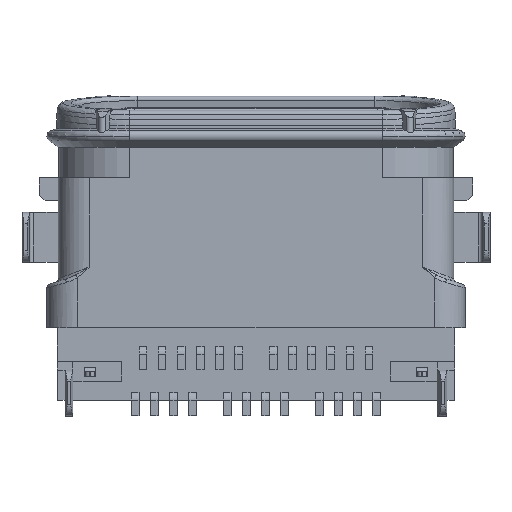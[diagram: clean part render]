
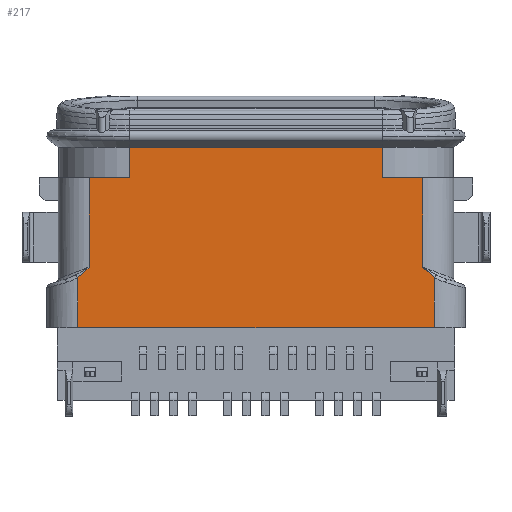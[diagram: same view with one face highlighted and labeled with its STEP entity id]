
A CAD part, front view. The second image highlights one B-rep face of the part: STEP entity #217.
In plain terms, the highlighted planar face has unit normal (0, -1, 0).
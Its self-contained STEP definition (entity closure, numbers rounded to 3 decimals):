
#217=ADVANCED_FACE('',(#1147),#1148,.T.);
#1147=FACE_OUTER_BOUND('',#2941,.T.);
#1148=PLANE('',#2942);
#2941=EDGE_LOOP('',(#9324,#9325,#9326,#9327,#9328,#9329,#9330,#9331,#9332,#9333,#9334,#9335));
#2942=AXIS2_PLACEMENT_3D('',#9336,#9337,#9338);
#9324=ORIENTED_EDGE('',*,*,#15749,.F.);
#9325=ORIENTED_EDGE('',*,*,#15750,.T.);
#9326=ORIENTED_EDGE('',*,*,#15751,.F.);
#9327=ORIENTED_EDGE('',*,*,#15752,.T.);
#9328=ORIENTED_EDGE('',*,*,#15753,.F.);
#9329=ORIENTED_EDGE('',*,*,#15754,.T.);
#9330=ORIENTED_EDGE('',*,*,#15710,.T.);
#9331=ORIENTED_EDGE('',*,*,#15748,.T.);
#9332=ORIENTED_EDGE('',*,*,#15755,.F.);
#9333=ORIENTED_EDGE('',*,*,#15756,.T.);
#9334=ORIENTED_EDGE('',*,*,#15757,.T.);
#9335=ORIENTED_EDGE('',*,*,#15690,.T.);
#9336=CARTESIAN_POINT('',(-5.445,-2.15,-1.84));
#9337=DIRECTION('',(0.0,-1.0,0.0));
#9338=DIRECTION('',(0.0,0.0,-1.0));
#15690=EDGE_CURVE('',#17984,#17982,#17985,.T.);
#15710=EDGE_CURVE('',#18023,#18021,#18024,.T.);
#15748=EDGE_CURVE('',#18021,#18090,#18092,.T.);
#15749=EDGE_CURVE('',#18093,#17982,#18094,.T.);
#15750=EDGE_CURVE('',#18093,#18095,#18096,.T.);
#15751=EDGE_CURVE('',#18097,#18095,#18098,.T.);
#15752=EDGE_CURVE('',#18097,#18099,#18100,.T.);
#15753=EDGE_CURVE('',#18101,#18099,#18102,.T.);
#15754=EDGE_CURVE('',#18101,#18023,#18103,.T.);
#15755=EDGE_CURVE('',#18104,#18090,#18105,.T.);
#15756=EDGE_CURVE('',#18104,#18106,#18107,.T.);
#15757=EDGE_CURVE('',#18106,#17984,#18108,.T.);
#17982=VERTEX_POINT('',#21414);
#17984=VERTEX_POINT('',#21416);
#17985=LINE('',#21417,#21418);
#18021=VERTEX_POINT('',#21470);
#18023=VERTEX_POINT('',#21472);
#18024=LINE('',#21473,#21474);
#18090=VERTEX_POINT('',#21670);
#18092=LINE('',#21688,#21689);
#18093=VERTEX_POINT('',#21690);
#18094=LINE('',#21691,#21692);
#18095=VERTEX_POINT('',#21693);
#18096=LINE('',#21694,#21695);
#18097=VERTEX_POINT('',#21696);
#18098=LINE('',#21697,#21698);
#18099=VERTEX_POINT('',#21699);
#18100=LINE('',#21700,#21701);
#18101=VERTEX_POINT('',#21702);
#18102=B_SPLINE_CURVE_WITH_KNOTS('',3,(#21703,#21704,#21705,#21706,#21707,#21708,#21709,#21710,#21711,#21712,#21713,#21714,#21715,#21716,#21717,#21718,#21719,#21720,#21721,#21722,#21723,#21724),.UNSPECIFIED.,.F.,.F.,(4,1,1,1,1,1,1,1,1,1,1,1,1,1,1,1,1,1,1,4),(0.0,0.061,0.118,0.223,0.33,0.436,0.543,0.657,0.771,0.885,0.943,0.971,0.986,0.989,0.991,0.993,0.995,0.996,0.998,1.0),.UNSPECIFIED.);
#18103=LINE('',#21725,#21726);
#18104=VERTEX_POINT('',#21727);
#18105=B_SPLINE_CURVE_WITH_KNOTS('',3,(#21728,#21729,#21730,#21731,#21732,#21733,#21734,#21735,#21736,#21737,#21738,#21739,#21740,#21741,#21742,#21743,#21744,#21745,#21746,#21747,#21748,#21749),.UNSPECIFIED.,.F.,.F.,(4,1,1,1,1,1,1,1,1,1,1,1,1,1,1,1,1,1,1,4),(0.0,0.002,0.004,0.005,0.007,0.009,0.011,0.014,0.029,0.057,0.115,0.229,0.343,0.457,0.564,0.67,0.777,0.882,0.939,1.0),.UNSPECIFIED.);
#18106=VERTEX_POINT('',#21750);
#18107=LINE('',#21751,#21752);
#18108=LINE('',#21753,#21754);
#21414=CARTESIAN_POINT('',(3.3,-2.15,-0.99));
#21416=CARTESIAN_POINT('',(3.3,-2.15,-1.79));
#21417=CARTESIAN_POINT('',(3.3,-2.15,-1.79));
#21418=VECTOR('',#28062,0.8);
#21470=CARTESIAN_POINT('',(4.65,-2.15,-5.69));
#21472=CARTESIAN_POINT('',(-4.65,-2.15,-5.69));
#21473=CARTESIAN_POINT('',(-4.65,-2.15,-5.69));
#21474=VECTOR('',#28088,9.3);
#21670=CARTESIAN_POINT('',(4.65,-2.15,-4.387));
#21688=CARTESIAN_POINT('',(4.65,-2.15,-5.69));
#21689=VECTOR('',#28126,1.303);
#21690=CARTESIAN_POINT('',(-3.3,-2.15,-0.99));
#21691=CARTESIAN_POINT('',(-3.3,-2.15,-0.99));
#21692=VECTOR('',#28127,6.6);
#21693=CARTESIAN_POINT('',(-3.3,-2.15,-1.79));
#21694=CARTESIAN_POINT('',(-3.3,-2.15,-0.99));
#21695=VECTOR('',#28128,0.8);
#21696=CARTESIAN_POINT('',(-4.35,-2.15,-1.79));
#21697=CARTESIAN_POINT('',(-4.35,-2.15,-1.79));
#21698=VECTOR('',#28129,1.05);
#21699=CARTESIAN_POINT('',(-4.35,-2.15,-4.116));
#21700=CARTESIAN_POINT('',(-4.35,-2.15,-1.79));
#21701=VECTOR('',#28130,2.326);
#21702=CARTESIAN_POINT('',(-4.65,-2.15,-4.387));
#21703=CARTESIAN_POINT('',(-4.65,-2.15,-4.387));
#21704=CARTESIAN_POINT('',(-4.643,-2.15,-4.382));
#21705=CARTESIAN_POINT('',(-4.63,-2.15,-4.373));
#21706=CARTESIAN_POINT('',(-4.606,-2.15,-4.354));
#21707=CARTESIAN_POINT('',(-4.577,-2.15,-4.331));
#21708=CARTESIAN_POINT('',(-4.544,-2.15,-4.303));
#21709=CARTESIAN_POINT('',(-4.512,-2.15,-4.274));
#21710=CARTESIAN_POINT('',(-4.48,-2.15,-4.244));
#21711=CARTESIAN_POINT('',(-4.447,-2.15,-4.213));
#21712=CARTESIAN_POINT('',(-4.415,-2.15,-4.181));
#21713=CARTESIAN_POINT('',(-4.388,-2.15,-4.154));
#21714=CARTESIAN_POINT('',(-4.369,-2.15,-4.135));
#21715=CARTESIAN_POINT('',(-4.359,-2.15,-4.126));
#21716=CARTESIAN_POINT('',(-4.355,-2.15,-4.122));
#21717=CARTESIAN_POINT('',(-4.353,-2.15,-4.12));
#21718=CARTESIAN_POINT('',(-4.353,-2.15,-4.119));
#21719=CARTESIAN_POINT('',(-4.352,-2.15,-4.119));
#21720=CARTESIAN_POINT('',(-4.352,-2.15,-4.118));
#21721=CARTESIAN_POINT('',(-4.351,-2.15,-4.117));
#21722=CARTESIAN_POINT('',(-4.351,-2.15,-4.117));
#21723=CARTESIAN_POINT('',(-4.35,-2.15,-4.117));
#21724=CARTESIAN_POINT('',(-4.35,-2.15,-4.116));
#21725=CARTESIAN_POINT('',(-4.65,-2.15,-4.387));
#21726=VECTOR('',#28131,1.303);
#21727=CARTESIAN_POINT('',(4.35,-2.15,-4.116));
#21728=CARTESIAN_POINT('',(4.35,-2.15,-4.116));
#21729=CARTESIAN_POINT('',(4.35,-2.15,-4.117));
#21730=CARTESIAN_POINT('',(4.351,-2.15,-4.117));
#21731=CARTESIAN_POINT('',(4.351,-2.15,-4.117));
#21732=CARTESIAN_POINT('',(4.352,-2.15,-4.118));
#21733=CARTESIAN_POINT('',(4.352,-2.15,-4.119));
#21734=CARTESIAN_POINT('',(4.353,-2.15,-4.119));
#21735=CARTESIAN_POINT('',(4.353,-2.15,-4.12));
#21736=CARTESIAN_POINT('',(4.355,-2.15,-4.122));
#21737=CARTESIAN_POINT('',(4.359,-2.15,-4.126));
#21738=CARTESIAN_POINT('',(4.369,-2.15,-4.135));
#21739=CARTESIAN_POINT('',(4.388,-2.15,-4.154));
#21740=CARTESIAN_POINT('',(4.415,-2.15,-4.181));
#21741=CARTESIAN_POINT('',(4.447,-2.15,-4.213));
#21742=CARTESIAN_POINT('',(4.48,-2.15,-4.244));
#21743=CARTESIAN_POINT('',(4.512,-2.15,-4.274));
#21744=CARTESIAN_POINT('',(4.544,-2.15,-4.303));
#21745=CARTESIAN_POINT('',(4.577,-2.15,-4.331));
#21746=CARTESIAN_POINT('',(4.606,-2.15,-4.354));
#21747=CARTESIAN_POINT('',(4.63,-2.15,-4.373));
#21748=CARTESIAN_POINT('',(4.643,-2.15,-4.382));
#21749=CARTESIAN_POINT('',(4.65,-2.15,-4.387));
#21750=CARTESIAN_POINT('',(4.35,-2.15,-1.79));
#21751=CARTESIAN_POINT('',(4.35,-2.15,-4.116));
#21752=VECTOR('',#28132,2.326);
#21753=CARTESIAN_POINT('',(4.35,-2.15,-1.79));
#21754=VECTOR('',#28133,1.05);
#28062=DIRECTION('',(0.,0.,1.0));
#28088=DIRECTION('',(1.0,0.0,0.0));
#28126=DIRECTION('',(0.,0.,1.));
#28127=DIRECTION('',(1.0,0.0,0.0));
#28128=DIRECTION('',(0.,0.,-1.0));
#28129=DIRECTION('',(1.0,0.,0.0));
#28130=DIRECTION('',(0.,0.,-1.));
#28131=DIRECTION('',(0.,0.,-1.));
#28132=DIRECTION('',(0.,0.,1.));
#28133=DIRECTION('',(-1.0,0.,0.0));
